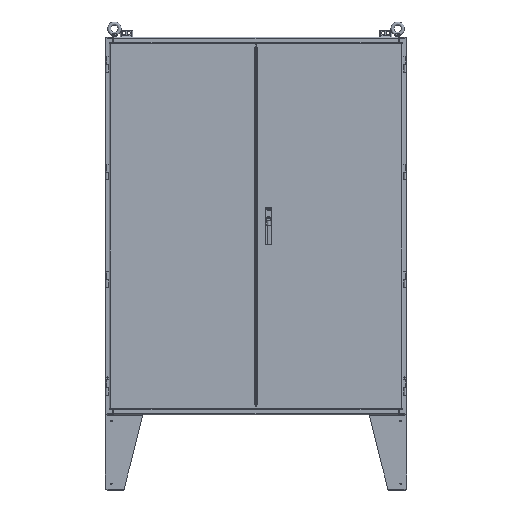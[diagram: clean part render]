
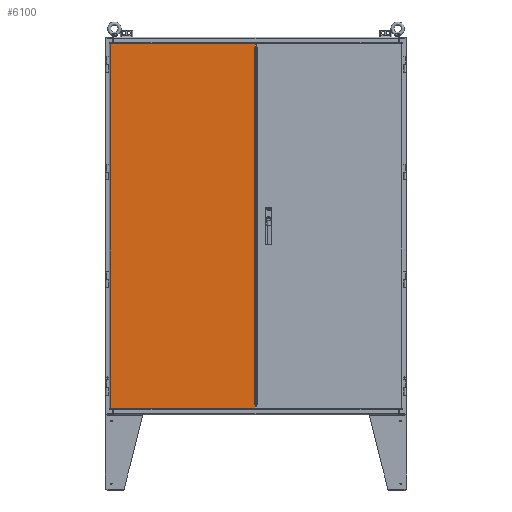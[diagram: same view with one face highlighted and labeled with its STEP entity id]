
A CAD part, front view. The second image highlights one B-rep face of the part: STEP entity #6100.
In plain terms, the highlighted planar face has unit normal (0, -1, 0).
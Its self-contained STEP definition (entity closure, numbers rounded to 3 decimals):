
#6100 = ADVANCED_FACE( '', ( #13825 ), #13826, .T. );
#13825 = FACE_OUTER_BOUND( '', #27324, .T. );
#13826 = PLANE( '', #27325 );
#27324 = EDGE_LOOP( '', ( #53179, #53180, #53181, #53182, #53183, #53184, #53185, #53186, #53187, #53188 ) );
#27325 = AXIS2_PLACEMENT_3D( '', #53189, #53190, #53191 );
#53179 = ORIENTED_EDGE( '', *, *, #77625, .F. );
#53180 = ORIENTED_EDGE( '', *, *, #76505, .T. );
#53181 = ORIENTED_EDGE( '', *, *, #77626, .T. );
#53182 = ORIENTED_EDGE( '', *, *, #75711, .T. );
#53183 = ORIENTED_EDGE( '', *, *, #77627, .T. );
#53184 = ORIENTED_EDGE( '', *, *, #77628, .T. );
#53185 = ORIENTED_EDGE( '', *, *, #77629, .T. );
#53186 = ORIENTED_EDGE( '', *, *, #75007, .F. );
#53187 = ORIENTED_EDGE( '', *, *, #72592, .F. );
#53188 = ORIENTED_EDGE( '', *, *, #77630, .T. );
#53189 = CARTESIAN_POINT( '', ( 0., 0., 0. ) );
#53190 = DIRECTION( '', ( 0., -1., 0. ) );
#53191 = DIRECTION( '', ( 0., 0., -1. ) );
#72592 = EDGE_CURVE( '', #82630, #82632, #82633, .T. );
#75007 = EDGE_CURVE( '', #82632, #86709, #86710, .T. );
#75711 = EDGE_CURVE( '', #87837, #82737, #87841, .T. );
#76505 = EDGE_CURVE( '', #89125, #89123, #89126, .T. );
#77625 = EDGE_CURVE( '', #89125, #90772, #90773, .T. );
#77626 = EDGE_CURVE( '', #89123, #87837, #90774, .T. );
#77627 = EDGE_CURVE( '', #82737, #90775, #90776, .T. );
#77628 = EDGE_CURVE( '', #90775, #90777, #90778, .T. );
#77629 = EDGE_CURVE( '', #90777, #86709, #90779, .T. );
#77630 = EDGE_CURVE( '', #82630, #90772, #90780, .T. );
#82630 = VERTEX_POINT( '', #98469 );
#82632 = VERTEX_POINT( '', #98472 );
#82633 = LINE( '', #98473, #98474 );
#82737 = VERTEX_POINT( '', #98710 );
#86709 = VERTEX_POINT( '', #109644 );
#86710 = LINE( '', #109645, #109646 );
#87837 = VERTEX_POINT( '', #112335 );
#87841 = LINE( '', #112340, #112341 );
#89123 = VERTEX_POINT( '', #116934 );
#89125 = VERTEX_POINT( '', #116937 );
#89126 = LINE( '', #116938, #116939 );
#90772 = VERTEX_POINT( '', #121183 );
#90773 = LINE( '', #121184, #121185 );
#90774 = LINE( '', #121186, #121187 );
#90775 = VERTEX_POINT( '', #121188 );
#90776 = LINE( '', #121189, #121190 );
#90777 = VERTEX_POINT( '', #121191 );
#90778 = LINE( '', #121192, #121193 );
#90779 = LINE( '', #121194, #121195 );
#90780 = LINE( '', #121196, #121197 );
#98469 = CARTESIAN_POINT( '', ( 292.113, 0., -721.665 ) );
#98472 = CARTESIAN_POINT( '', ( 292.113, 0., -721.667 ) );
#98473 = CARTESIAN_POINT( '', ( 292.113, 0., -721.667 ) );
#98474 = VECTOR( '', #134806, 1000. );
#98710 = CARTESIAN_POINT( '', ( -292.113, 0., 736.295 ) );
#109644 = CARTESIAN_POINT( '', ( 295.593, 0., -721.667 ) );
#109645 = CARTESIAN_POINT( '', ( 295.593, 0., -721.667 ) );
#109646 = VECTOR( '', #136311, 1000. );
#112335 = CARTESIAN_POINT( '', ( 295.593, 0., 736.295 ) );
#112340 = CARTESIAN_POINT( '', ( -295.593, 0., 736.295 ) );
#112341 = VECTOR( '', #136831, 1000. );
#116934 = CARTESIAN_POINT( '', ( 295.593, 0., 721.667 ) );
#116937 = CARTESIAN_POINT( '', ( 292.113, 0., 721.667 ) );
#116938 = CARTESIAN_POINT( '', ( 295.593, 0., 721.667 ) );
#116939 = VECTOR( '', #137070, 1000. );
#121183 = CARTESIAN_POINT( '', ( 292.113, 0., 721.665 ) );
#121184 = CARTESIAN_POINT( '', ( 292.113, 0., -721.667 ) );
#121185 = VECTOR( '', #137758, 1000. );
#121186 = CARTESIAN_POINT( '', ( 295.593, 0., -739.775 ) );
#121187 = VECTOR( '', #137759, 1000. );
#121188 = CARTESIAN_POINT( '', ( -292.113, 0., -736.295 ) );
#121189 = CARTESIAN_POINT( '', ( -292.113, 0., -739.775 ) );
#121190 = VECTOR( '', #137760, 1000. );
#121191 = CARTESIAN_POINT( '', ( 295.593, 0., -736.295 ) );
#121192 = CARTESIAN_POINT( '', ( 295.593, 0., -736.295 ) );
#121193 = VECTOR( '', #137761, 1000. );
#121194 = CARTESIAN_POINT( '', ( 295.593, 0., -739.775 ) );
#121195 = VECTOR( '', #137762, 1000. );
#121196 = CARTESIAN_POINT( '', ( 292.113, 0., -721.665 ) );
#121197 = VECTOR( '', #137763, 1000. );
#134806 = DIRECTION( '', ( 0., 0., -1. ) );
#136311 = DIRECTION( '', ( 1., 0., 0. ) );
#136831 = DIRECTION( '', ( -1., 0., 0. ) );
#137070 = DIRECTION( '', ( 1., 0., 0. ) );
#137758 = DIRECTION( '', ( 0., 0., -1. ) );
#137759 = DIRECTION( '', ( 0., 0., 1. ) );
#137760 = DIRECTION( '', ( 0., 0., -1. ) );
#137761 = DIRECTION( '', ( 1., 0., 0. ) );
#137762 = DIRECTION( '', ( 0., 0., 1. ) );
#137763 = DIRECTION( '', ( 0., 0., 1. ) );
